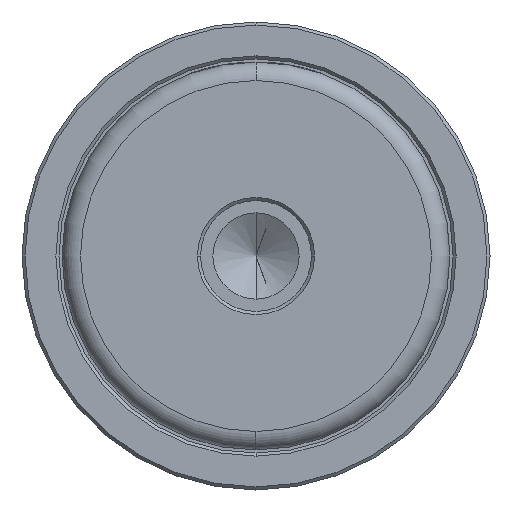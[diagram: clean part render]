
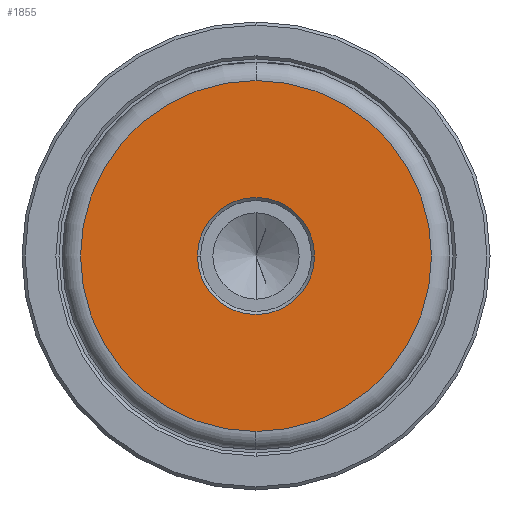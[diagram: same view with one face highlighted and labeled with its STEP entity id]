
A CAD part, left-side view. The second image highlights one B-rep face of the part: STEP entity #1855.
In plain terms, the highlighted planar face has unit normal (-1, 0, 0).
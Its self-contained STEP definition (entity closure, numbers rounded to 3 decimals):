
#29 = EDGE_CURVE ( 'NONE', #601, #389, #1397, .T. ) ;
#172 = EDGE_LOOP ( 'NONE', ( #478, #866 ) ) ;
#278 = VERTEX_POINT ( 'NONE', #2318 ) ;
#333 = DIRECTION ( 'NONE',  ( 1., 0., 0. ) ) ;
#376 = DIRECTION ( 'NONE',  ( -1., 0., 0. ) ) ;
#389 = VERTEX_POINT ( 'NONE', #989 ) ;
#436 = AXIS2_PLACEMENT_3D ( 'NONE', #807, #376, #2644 ) ;
#449 = EDGE_CURVE ( 'NONE', #278, #2193, #1308, .T. ) ;
#478 = ORIENTED_EDGE ( 'NONE', *, *, #29, .T. ) ;
#505 = CARTESIAN_POINT ( 'NONE',  ( 0., 0., 0. ) ) ;
#562 = CIRCLE ( 'NONE', #1980, 9.5 ) ;
#597 = AXIS2_PLACEMENT_3D ( 'NONE', #1911, #686, #2123 ) ;
#601 = VERTEX_POINT ( 'NONE', #1230 ) ;
#686 = DIRECTION ( 'NONE',  ( -1., 0., 0. ) ) ;
#723 = DIRECTION ( 'NONE',  ( 0., 0., 1. ) ) ;
#807 = CARTESIAN_POINT ( 'NONE',  ( 0., 0., 0. ) ) ;
#866 = ORIENTED_EDGE ( 'NONE', *, *, #2114, .T. ) ;
#989 = CARTESIAN_POINT ( 'NONE',  ( 0., 0., -28.497 ) ) ;
#1145 = DIRECTION ( 'NONE',  ( -1., 0., 0. ) ) ;
#1176 = EDGE_CURVE ( 'NONE', #2193, #278, #562, .T. ) ;
#1213 = FACE_BOUND ( 'NONE', #1636, .T. ) ;
#1230 = CARTESIAN_POINT ( 'NONE',  ( 0., 0., 28.497 ) ) ;
#1299 = AXIS2_PLACEMENT_3D ( 'NONE', #505, #1947, #723 ) ;
#1308 = CIRCLE ( 'NONE', #1299, 9.5 ) ;
#1339 = AXIS2_PLACEMENT_3D ( 'NONE', #2357, #1145, #2557 ) ;
#1397 = CIRCLE ( 'NONE', #1339, 28.497 ) ;
#1506 = CIRCLE ( 'NONE', #597, 28.497 ) ;
#1583 = CARTESIAN_POINT ( 'NONE',  ( 0., 0., 0. ) ) ;
#1636 = EDGE_LOOP ( 'NONE', ( #2222, #2175 ) ) ;
#1783 = DIRECTION ( 'NONE',  ( 0., 0., 1. ) ) ;
#1855 = ADVANCED_FACE ( 'NONE', ( #1213, #2090 ), #2438, .T. ) ;
#1911 = CARTESIAN_POINT ( 'NONE',  ( 0., 0., 0. ) ) ;
#1947 = DIRECTION ( 'NONE',  ( 1., 0., 0. ) ) ;
#1980 = AXIS2_PLACEMENT_3D ( 'NONE', #1583, #333, #1783 ) ;
#2090 = FACE_OUTER_BOUND ( 'NONE', #172, .T. ) ;
#2114 = EDGE_CURVE ( 'NONE', #389, #601, #1506, .T. ) ;
#2123 = DIRECTION ( 'NONE',  ( 0., 0., 1. ) ) ;
#2175 = ORIENTED_EDGE ( 'NONE', *, *, #1176, .T. ) ;
#2193 = VERTEX_POINT ( 'NONE', #2491 ) ;
#2222 = ORIENTED_EDGE ( 'NONE', *, *, #449, .T. ) ;
#2318 = CARTESIAN_POINT ( 'NONE',  ( 0., -9.5, 0. ) ) ;
#2357 = CARTESIAN_POINT ( 'NONE',  ( 0., 0., 0. ) ) ;
#2438 = PLANE ( 'NONE',  #436 ) ;
#2491 = CARTESIAN_POINT ( 'NONE',  ( 0., 9.5, 0. ) ) ;
#2557 = DIRECTION ( 'NONE',  ( 0., 0., 1. ) ) ;
#2644 = DIRECTION ( 'NONE',  ( 0., 0., 1. ) ) ;
